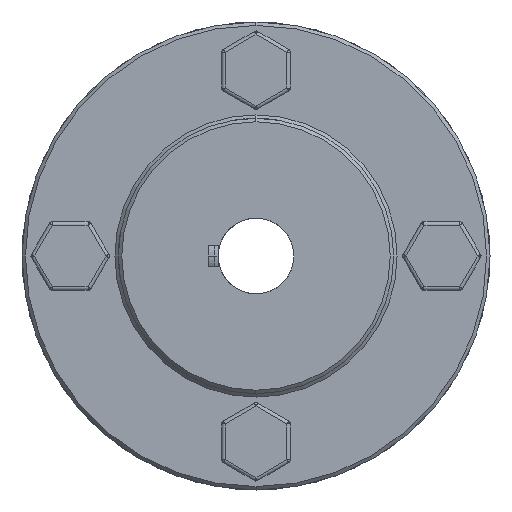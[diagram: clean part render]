
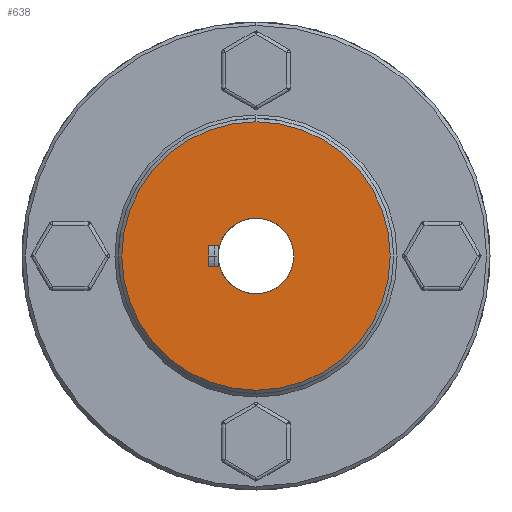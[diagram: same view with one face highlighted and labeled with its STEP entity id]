
A CAD part, left-side view. The second image highlights one B-rep face of the part: STEP entity #638.
In plain terms, the highlighted planar face has unit normal (-1, 0, 0).
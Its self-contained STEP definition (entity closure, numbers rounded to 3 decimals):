
#360 = VERTEX_POINT ( 'NONE', #5464 ) ;
#365 = VERTEX_POINT ( 'NONE', #5469 ) ;
#366 = VERTEX_POINT ( 'NONE', #5470 ) ;
#638 = ADVANCED_FACE ( 'NONE', ( #7813, #7819 ), #8730, .T. ) ;
#982 = EDGE_LOOP ( 'NONE', ( #3240, #3241 ) ) ;
#996 = EDGE_LOOP ( 'NONE', ( #3242, #3243, #3244, #3245, #3246, #3247 ) ) ;
#1341 = VERTEX_POINT ( 'NONE', #10754 ) ;
#1342 = VERTEX_POINT ( 'NONE', #10755 ) ;
#1787 = EDGE_CURVE ( 'NONE', #1341, #1342, #10321, .T. ) ;
#2667 = EDGE_CURVE ( 'NONE', #4928, #366, #12561, .T. ) ;
#2676 = EDGE_CURVE ( 'NONE', #4924, #4928, #12569, .T. ) ;
#2678 = EDGE_CURVE ( 'NONE', #360, #4922, #12576, .T. ) ;
#2688 = EDGE_CURVE ( 'NONE', #4922, #4924, #12594, .T. ) ;
#2694 = EDGE_CURVE ( 'NONE', #1342, #1341, #12604, .T. ) ;
#3240 = ORIENTED_EDGE ( 'NONE', *, *, #2694, .T. ) ;
#3241 = ORIENTED_EDGE ( 'NONE', *, *, #1787, .T. ) ;
#3242 = ORIENTED_EDGE ( 'NONE', *, *, #2688, .T. ) ;
#3243 = ORIENTED_EDGE ( 'NONE', *, *, #2676, .T. ) ;
#3244 = ORIENTED_EDGE ( 'NONE', *, *, #2667, .T. ) ;
#3245 = ORIENTED_EDGE ( 'NONE', *, *, #5987, .T. ) ;
#3246 = ORIENTED_EDGE ( 'NONE', *, *, #5994, .T. ) ;
#3247 = ORIENTED_EDGE ( 'NONE', *, *, #2678, .T. ) ;
#4922 = VERTEX_POINT ( 'NONE', #16056 ) ;
#4924 = VERTEX_POINT ( 'NONE', #16058 ) ;
#4928 = VERTEX_POINT ( 'NONE', #16062 ) ;
#5464 = CARTESIAN_POINT ( 'NONE',  ( -28., 5.292, -1.5 ) ) ;
#5469 = CARTESIAN_POINT ( 'NONE',  ( -28., 0., -5.5 ) ) ;
#5470 = CARTESIAN_POINT ( 'NONE',  ( -28., 0., 5.5 ) ) ;
#5987 = EDGE_CURVE ( 'NONE', #366, #365, #18573, .T. ) ;
#5994 = EDGE_CURVE ( 'NONE', #365, #360, #18583, .T. ) ;
#7813 = FACE_OUTER_BOUND ( 'NONE', #982, .T. ) ;
#7819 = FACE_BOUND ( 'NONE', #996, .T. ) ;
#8730 = PLANE ( 'NONE',  #8900 ) ;
#8731 = CARTESIAN_POINT ( 'NONE',  ( -28., 20., 0. ) ) ;
#8736 = DIRECTION ( 'NONE',  ( -1., 0., 0. ) ) ;
#8737 = DIRECTION ( 'NONE',  ( 0., 0., 1. ) ) ;
#8900 = AXIS2_PLACEMENT_3D ( 'NONE', #8731, #8736, #8737 ) ;
#9201 = AXIS2_PLACEMENT_3D ( 'NONE', #11598, #11599, #11600 ) ;
#9312 = AXIS2_PLACEMENT_3D ( 'NONE', #12146, #12154, #12155 ) ;
#9321 = AXIS2_PLACEMENT_3D ( 'NONE', #12212, #12220, #12221 ) ;
#10321 = CIRCLE ( 'NONE', #9201, 19.5 ) ;
#10754 = CARTESIAN_POINT ( 'NONE',  ( -28., 0., 19.5 ) ) ;
#10755 = CARTESIAN_POINT ( 'NONE',  ( -28., 0., -19.5 ) ) ;
#11598 = CARTESIAN_POINT ( 'NONE',  ( -28., 0., 0. ) ) ;
#11599 = DIRECTION ( 'NONE',  ( -1., 0., 0. ) ) ;
#11600 = DIRECTION ( 'NONE',  ( 0., 0., 1. ) ) ;
#12146 = CARTESIAN_POINT ( 'NONE',  ( -28., 0., 0. ) ) ;
#12154 = DIRECTION ( 'NONE',  ( 1., 0., 0. ) ) ;
#12155 = DIRECTION ( 'NONE',  ( 0., 0., -1. ) ) ;
#12176 = CARTESIAN_POINT ( 'NONE',  ( -28., 5.292, 1.5 ) ) ;
#12177 = DIRECTION ( 'NONE',  ( 0., -1., 0. ) ) ;
#12180 = CARTESIAN_POINT ( 'NONE',  ( -28., 5.292, -1.5 ) ) ;
#12181 = DIRECTION ( 'NONE',  ( 0., 1., 0. ) ) ;
#12204 = CARTESIAN_POINT ( 'NONE',  ( -28., 6.9, 1.5 ) ) ;
#12205 = DIRECTION ( 'NONE',  ( 0., 0., 1. ) ) ;
#12212 = CARTESIAN_POINT ( 'NONE',  ( -28., 0., 0. ) ) ;
#12220 = DIRECTION ( 'NONE',  ( -1., 0., 0. ) ) ;
#12221 = DIRECTION ( 'NONE',  ( 0., 0., 1. ) ) ;
#12561 = CIRCLE ( 'NONE', #9312, 5.5 ) ;
#12569 = LINE ( 'NONE', #12176, #12570 ) ;
#12570 = VECTOR ( 'NONE', #12177, 1000. ) ;
#12576 = LINE ( 'NONE', #12180, #12577 ) ;
#12577 = VECTOR ( 'NONE', #12181, 1000. ) ;
#12594 = LINE ( 'NONE', #12204, #12595 ) ;
#12595 = VECTOR ( 'NONE', #12205, 1000. ) ;
#12604 = CIRCLE ( 'NONE', #9321, 19.5 ) ;
#16056 = CARTESIAN_POINT ( 'NONE',  ( -28., 6.9, -1.5 ) ) ;
#16058 = CARTESIAN_POINT ( 'NONE',  ( -28., 6.9, 1.5 ) ) ;
#16062 = CARTESIAN_POINT ( 'NONE',  ( -28., 5.292, 1.5 ) ) ;
#18001 = CARTESIAN_POINT ( 'NONE',  ( -28., 0., 0. ) ) ;
#18002 = DIRECTION ( 'NONE',  ( 1., 0., 0. ) ) ;
#18003 = DIRECTION ( 'NONE',  ( 0., 0., -1. ) ) ;
#18038 = CARTESIAN_POINT ( 'NONE',  ( -28., 0., 0. ) ) ;
#18039 = DIRECTION ( 'NONE',  ( 1., 0., 0. ) ) ;
#18040 = DIRECTION ( 'NONE',  ( 0., 0., -1. ) ) ;
#18573 = CIRCLE ( 'NONE', #18758, 5.5 ) ;
#18583 = CIRCLE ( 'NONE', #18769, 5.5 ) ;
#18758 = AXIS2_PLACEMENT_3D ( 'NONE', #18001, #18002, #18003 ) ;
#18769 = AXIS2_PLACEMENT_3D ( 'NONE', #18038, #18039, #18040 ) ;
